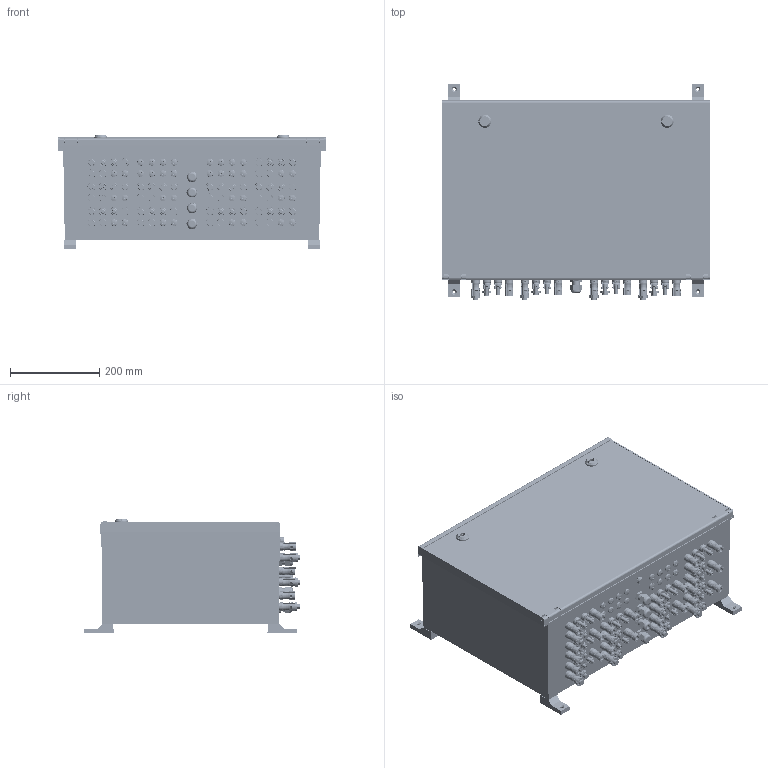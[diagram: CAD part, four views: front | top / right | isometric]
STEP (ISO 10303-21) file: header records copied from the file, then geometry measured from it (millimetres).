
FILE_DESCRIPTION(('CATIA V5 STEP Exchange','CAx-IF Rec.Pracs.--- Model Styling and Organization---1.5--- 2016-08-15','CAx-IF Rec.Pracs.---Supplemental Geometry---1.0---2011-11-01','CAx-IF Rec.Pracs.--- Composite Materials ---1.1---2010-07-15'),'2;1');
FILE_NAME ('D1634383_0', '2024-11-12T11:01:45+00:00', ('none'), ('Weidmueller'), 'CATIA Version 5-6 Release 2022 SP4 HF5', 'CATIA V5 STEP AP214 v3', 'none');
FILE_SCHEMA(('AUTOMOTIVE_DESIGN { 1 0 10303 214 1 1 1 1 }'));
Products named in the file (1): S3D_PVC_DC_2I_1O_10MPP_SPD1R_EVO_11_1
Bounding box: 600 x 485.03 x 257 mm (x, y, z)
Volume: 52697145.5 mm3; surface area: 1163329.7 mm2
Topology: 1 solids, 1 shells, 6806 faces, 20115 edges, 13698 vertices
Faces by surface type: plane 2390, cylinder 2368, bspline 990, torus 624, extrusion 198, cone 164, sphere 72
Entity records: 396110 total; most frequent: CARTESIAN_POINT 227305, ORIENTED_EDGE 40230, DIRECTION 22307, EDGE_CURVE 20115, VERTEX_POINT 13698, AXIS2_PLACEMENT_3D 10141, VECTOR 8255, LINE 8057
